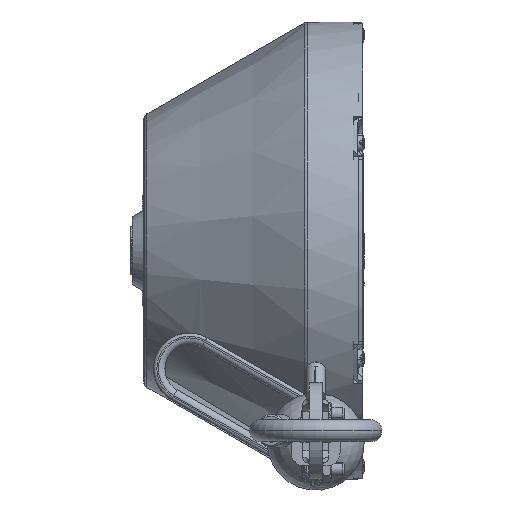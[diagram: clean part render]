
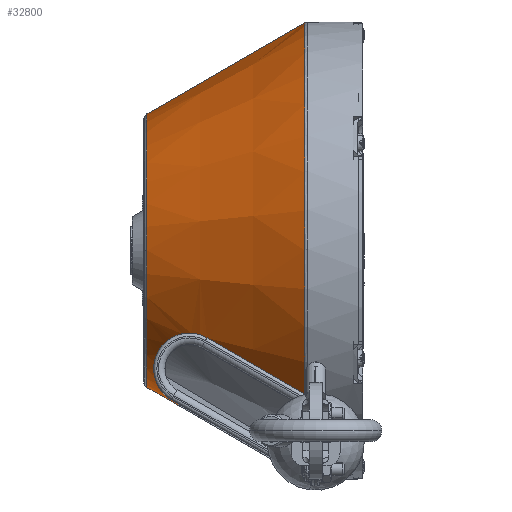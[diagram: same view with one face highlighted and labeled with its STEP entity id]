
A CAD part, top view. The second image highlights one B-rep face of the part: STEP entity #32800.
In plain terms, the highlighted conical face has half-angle 30 degrees and reference radius 56.337 mm.
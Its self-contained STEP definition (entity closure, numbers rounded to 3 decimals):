
#12403=DIRECTION('',(0.866,0.5,0.));
#12404=VECTOR('',#12403,56.116);
#12405=CARTESIAN_POINT('',(1.,42.174,0.));
#12406=LINE('',#12405,#12404);
#12407=CARTESIAN_POINT('',(49.598,0.,0.));
#12408=DIRECTION('',(1.,0.,0.));
#12409=DIRECTION('',(0.,1.,0.));
#12410=AXIS2_PLACEMENT_3D('',#12407,#12408,#12409);
#12412=CARTESIAN_POINT('',(49.598,0.,0.));
#12413=DIRECTION('',(1.,0.,0.));
#12414=DIRECTION('',(0.,0.,1.));
#12415=AXIS2_PLACEMENT_3D('',#12412,#12413,#12414);
#12417=CARTESIAN_POINT('',(19.529,-26.974,
45.473));
#12418=CARTESIAN_POINT('',(19.172,-26.768,
45.356));
#12419=CARTESIAN_POINT('',(18.415,-26.384,
45.074));
#12420=CARTESIAN_POINT('',(17.158,-25.925,
44.502));
#12421=CARTESIAN_POINT('',(15.799,-25.612,
43.776));
#12422=CARTESIAN_POINT('',(14.359,-25.472,
42.894));
#12423=CARTESIAN_POINT('',(12.866,-25.528,
41.856));
#12424=CARTESIAN_POINT('',(11.393,-25.786,
40.696));
#12425=CARTESIAN_POINT('',(9.975,-26.239,
39.427));
#12426=CARTESIAN_POINT('',(8.648,-26.869,
38.07));
#12427=CARTESIAN_POINT('',(7.421,-27.665,
36.614));
#12428=CARTESIAN_POINT('',(6.303,-28.624,
35.044));
#12429=CARTESIAN_POINT('',(5.302,-29.746,
33.331));
#12430=CARTESIAN_POINT('',(4.449,-31.022,
31.464));
#12431=CARTESIAN_POINT('',(3.755,-32.453,
29.404));
#12432=CARTESIAN_POINT('',(3.251,-34.095,
27.024));
#12433=CARTESIAN_POINT('',(3.026,-35.678,
24.663));
#12434=CARTESIAN_POINT('',(3.019,-37.075,
22.488));
#12435=CARTESIAN_POINT('',(3.149,-38.234,
20.601));
#12436=CARTESIAN_POINT('',(3.36,-39.234,
18.9));
#12437=CARTESIAN_POINT('',(3.625,-40.105,
17.357));
#12438=CARTESIAN_POINT('',(3.92,-40.859,
15.968));
#12439=CARTESIAN_POINT('',(4.232,-41.518,
14.709));
#12440=CARTESIAN_POINT('',(4.552,-42.097,
13.57));
#12441=CARTESIAN_POINT('',(4.875,-42.609,
12.54));
#12442=CARTESIAN_POINT('',(5.195,-43.063,
11.608));
#12443=CARTESIAN_POINT('',(5.512,-43.468,
10.769));
#12444=CARTESIAN_POINT('',(5.824,-43.832,
10.015));
#12445=CARTESIAN_POINT('',(6.131,-44.161,
9.342));
#12446=CARTESIAN_POINT('',(6.433,-44.46,
8.746));
#12447=CARTESIAN_POINT('',(6.732,-44.735,
8.224));
#12448=CARTESIAN_POINT('',(7.03,-44.989,
7.775));
#12449=CARTESIAN_POINT('',(7.331,-45.228,
7.399));
#12450=CARTESIAN_POINT('',(7.635,-45.453,
7.102));
#12451=CARTESIAN_POINT('',(7.941,-45.664,
6.892));
#12452=CARTESIAN_POINT('',(8.247,-45.86,
6.776));
#12453=CARTESIAN_POINT('',(8.437,-45.973,
6.761));
#12454=CARTESIAN_POINT('',(8.529,-46.026,
6.765));
#12456=DIRECTION('',(-0.866,0.5,0.));
#12457=VECTOR('',#12456,56.652);
#12458=CARTESIAN_POINT('',(50.062,-70.5,0.));
#12459=LINE('',#12458,#12457);
#12460=CARTESIAN_POINT('',(1.,0.,0.));
#12461=DIRECTION('',(1.,0.,0.));
#12462=DIRECTION('',(0.,0.,1.));
#12463=AXIS2_PLACEMENT_3D('',#12460,#12461,#12462);
#12465=CARTESIAN_POINT('',(1.,0.,0.));
#12466=DIRECTION('',(1.,0.,0.));
#12467=DIRECTION('',(0.,1.,0.));
#12468=AXIS2_PLACEMENT_3D('',#12465,#12466,#12467);
#13238=CARTESIAN_POINT('',(19.529,-26.974,
45.473));
#13239=CARTESIAN_POINT('',(22.744,-28.83,
46.53));
#13240=CARTESIAN_POINT('',(29.26,-32.592,
48.599));
#13241=CARTESIAN_POINT('',(39.269,-38.371,
51.585));
#13242=CARTESIAN_POINT('',(46.126,-42.33,
53.517));
#13243=CARTESIAN_POINT('',(49.598,-44.334,
54.47));
#13285=CARTESIAN_POINT('',(47.5,-68.526,
8.247));
#13286=CARTESIAN_POINT('',(43.169,-66.026,
8.097));
#13287=CARTESIAN_POINT('',(34.509,-61.026,
7.791));
#13288=CARTESIAN_POINT('',(21.518,-53.526,
7.295));
#13289=CARTESIAN_POINT('',(12.858,-48.526,
6.948));
#13290=CARTESIAN_POINT('',(8.529,-46.026,
6.765));
#13312=CARTESIAN_POINT('',(49.5,-69.428,10.213));
#13313=CARTESIAN_POINT('',(49.409,-69.398,
10.059));
#13314=CARTESIAN_POINT('',(49.229,-69.335,
9.768));
#13315=CARTESIAN_POINT('',(48.967,-69.235,
9.382));
#13316=CARTESIAN_POINT('',(48.71,-69.13,
9.046));
#13317=CARTESIAN_POINT('',(48.457,-69.019,
8.763));
#13318=CARTESIAN_POINT('',(48.205,-68.901,
8.536));
#13319=CARTESIAN_POINT('',(47.958,-68.778,
8.37));
#13320=CARTESIAN_POINT('',(47.717,-68.649,
8.271));
#13321=CARTESIAN_POINT('',(47.571,-68.567,
8.249));
#13322=CARTESIAN_POINT('',(47.5,-68.526,
8.247));
#13369=CARTESIAN_POINT('',(49.5,0.,0.));
#13370=DIRECTION('',(-1.,0.,0.));
#13371=DIRECTION('',(0.,-0.998,0.068));
#13372=AXIS2_PLACEMENT_3D('',#13369,#13370,#13371);
#15022=CARTESIAN_POINT('',(50.062,0.,0.));
#15023=DIRECTION('',(-1.,0.,0.));
#15024=DIRECTION('',(0.,-1.,0.));
#15025=AXIS2_PLACEMENT_3D('',#15022,#15023,#15024);
#15041=CARTESIAN_POINT('',(50.062,-70.454,
2.541));
#15048=CARTESIAN_POINT('',(49.5,-70.011,4.803));
#15049=CARTESIAN_POINT('',(49.5,-70.028,4.551));
#15050=CARTESIAN_POINT('',(49.541,-70.084,
4.04));
#15051=CARTESIAN_POINT('',(49.728,-70.232,
3.275));
#15052=CARTESIAN_POINT('',(49.937,-70.373,
2.781));
#15053=CARTESIAN_POINT('',(50.062,-70.454,
2.541));
#28646=VERTEX_POINT('',#15041);
#28647=VERTEX_POINT('',#15048);
#28706=CARTESIAN_POINT('',(49.598,0.,70.232));
#28707=CARTESIAN_POINT('',(49.598,-44.334,
54.47));
#28708=VERTEX_POINT('',#28706);
#28709=VERTEX_POINT('',#28707);
#28710=CARTESIAN_POINT('',(49.598,70.232,0.));
#28711=VERTEX_POINT('',#28710);
#28766=CARTESIAN_POINT('',(1.,42.174,0.));
#28767=VERTEX_POINT('',#28766);
#28768=CARTESIAN_POINT('',(50.062,-70.5,0.));
#28769=CARTESIAN_POINT('',(1.,-42.174,0.));
#28770=VERTEX_POINT('',#28768);
#28771=VERTEX_POINT('',#28769);
#28782=VERTEX_POINT('',#13238);
#28802=VERTEX_POINT('',#13285);
#28803=VERTEX_POINT('',#13290);
#28804=CARTESIAN_POINT('',(49.5,-69.428,10.213));
#28805=VERTEX_POINT('',#28804);
#28993=CARTESIAN_POINT('',(1.,0.,42.174));
#28994=VERTEX_POINT('',#28993);
#32772=CARTESIAN_POINT('',(25.531,0.,0.));
#32773=DIRECTION('',(1.,0.,0.));
#32774=DIRECTION('',(0.,1.,0.));
#32775=AXIS2_PLACEMENT_3D('',#32772,#32773,#32774);
#32776=CONICAL_SURFACE('',#32775,56.337,30.);
#32778=ORIENTED_EDGE('',*,*,#32777,.F.);
#32779=ORIENTED_EDGE('',*,*,#32723,.T.);
#32780=ORIENTED_EDGE('',*,*,#32549,.T.);
#32781=ORIENTED_EDGE('',*,*,#32547,.T.);
#32783=ORIENTED_EDGE('',*,*,#32782,.F.);
#32785=ORIENTED_EDGE('',*,*,#32784,.T.);
#32787=ORIENTED_EDGE('',*,*,#32786,.F.);
#32789=ORIENTED_EDGE('',*,*,#32788,.F.);
#32791=ORIENTED_EDGE('',*,*,#32790,.F.);
#32793=ORIENTED_EDGE('',*,*,#32792,.T.);
#32795=ORIENTED_EDGE('',*,*,#32794,.F.);
#32796=ORIENTED_EDGE('',*,*,#32688,.T.);
#32797=ORIENTED_EDGE('',*,*,#32753,.F.);
#32798=EDGE_LOOP('',(#32778,#32779,#32780,#32781,#32783,#32785,#32787,#32789,
#32791,#32793,#32795,#32796,#32797));
#32799=FACE_OUTER_BOUND('',#32798,.F.);
#32800=ADVANCED_FACE('',(#32799),#32776,.T.);
#12411=CIRCLE('',#12410,70.232);
#12416=CIRCLE('',#12415,70.232);
#12455=B_SPLINE_CURVE_WITH_KNOTS('',3,(#12417,#12418,#12419,#12420,#12421,
#12422,#12423,#12424,#12425,#12426,#12427,#12428,#12429,#12430,#12431,#12432,
#12433,#12434,#12435,#12436,#12437,#12438,#12439,#12440,#12441,#12442,#12443,
#12444,#12445,#12446,#12447,#12448,#12449,#12450,#12451,#12452,#12453,#12454),
.UNSPECIFIED.,.F.,.F.,(4,1,1,1,1,1,1,1,1,1,1,1,1,1,1,1,1,1,1,1,1,1,1,1,1,1,1,1,
1,1,1,1,1,1,1,4),(0.,0.029,0.057,0.086,
0.114,0.143,0.171,0.2,0.229,
0.257,0.286,0.314,0.343,
0.371,0.4,0.429,0.457,0.486,
0.514,0.543,0.571,0.6,0.629,
0.657,0.686,0.714,0.743,
0.771,0.8,0.829,0.857,0.886,
0.914,0.943,0.971,1.),.UNSPECIFIED.);
#12464=CIRCLE('',#12463,42.174);
#12469=CIRCLE('',#12468,42.174);
#13244=B_SPLINE_CURVE_WITH_KNOTS('',3,(#13238,#13239,#13240,#13241,#13242,
#13243),.UNSPECIFIED.,.F.,.F.,(4,1,1,4),(0.,0.333,
0.667,1.),.UNSPECIFIED.);
#13291=B_SPLINE_CURVE_WITH_KNOTS('',3,(#13285,#13286,#13287,#13288,#13289,
#13290),.UNSPECIFIED.,.F.,.F.,(4,1,1,4),(0.,0.333,
0.667,1.),.UNSPECIFIED.);
#13323=B_SPLINE_CURVE_WITH_KNOTS('',3,(#13312,#13313,#13314,#13315,#13316,
#13317,#13318,#13319,#13320,#13321,#13322),.UNSPECIFIED.,.F.,.F.,(4,1,1,1,1,1,1,
1,4),(0.,0.125,0.25,0.375,0.5,0.625,0.75,0.875,1.),
.UNSPECIFIED.);
#13373=CIRCLE('',#13372,70.175);
#15026=CIRCLE('',#15025,70.5);
#15054=B_SPLINE_CURVE_WITH_KNOTS('',3,(#15048,#15049,#15050,#15051,#15052,
#15053),.UNSPECIFIED.,.F.,.F.,(4,1,1,4),(0.,0.333,
0.667,1.),.UNSPECIFIED.);
#32547=EDGE_CURVE('',#28708,#28709,#12416,.T.);
#32549=EDGE_CURVE('',#28711,#28708,#12411,.T.);
#32688=EDGE_CURVE('',#28770,#28771,#12459,.T.);
#32723=EDGE_CURVE('',#28767,#28711,#12406,.T.);
#32753=EDGE_CURVE('',#28994,#28771,#12464,.T.);
#32777=EDGE_CURVE('',#28767,#28994,#12469,.T.);
#32782=EDGE_CURVE('',#28782,#28709,#13244,.T.);
#32784=EDGE_CURVE('',#28782,#28803,#12455,.T.);
#32786=EDGE_CURVE('',#28802,#28803,#13291,.T.);
#32788=EDGE_CURVE('',#28805,#28802,#13323,.T.);
#32790=EDGE_CURVE('',#28647,#28805,#13373,.T.);
#32792=EDGE_CURVE('',#28647,#28646,#15054,.T.);
#32794=EDGE_CURVE('',#28770,#28646,#15026,.T.);
